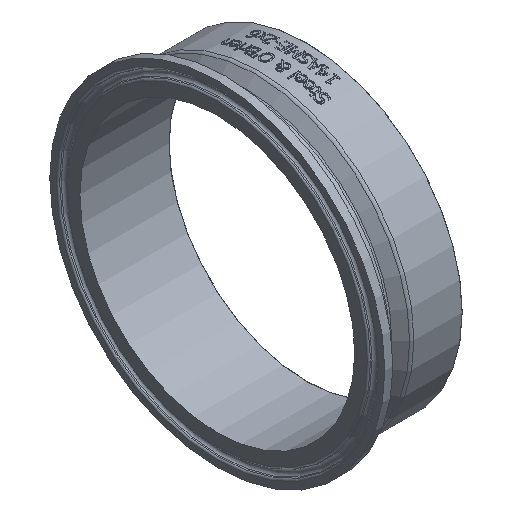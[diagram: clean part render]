
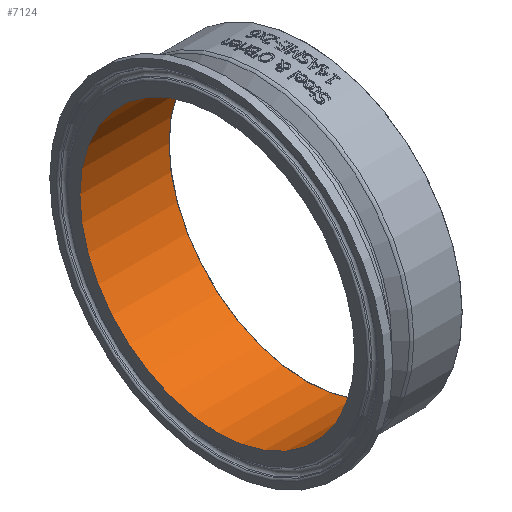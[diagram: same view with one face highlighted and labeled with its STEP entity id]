
A CAD part, isometric view. The second image highlights one B-rep face of the part: STEP entity #7124.
In plain terms, the highlighted cylindrical face has radius 48.768 mm (diameter 97.536 mm), a full revolution.
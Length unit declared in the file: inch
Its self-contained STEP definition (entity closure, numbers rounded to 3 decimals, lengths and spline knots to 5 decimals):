
#1030=LINE('',#15980,#1500);
#1500=VECTOR('',#9075,1.92);
#2058=FACE_OUTER_BOUND('',#2484,.T.);
#2484=EDGE_LOOP('',(#6654,#6655,#6656,#6657,#6658,#6659,#6660));
#2655=CIRCLE('',#7572,1.92);
#2656=CIRCLE('',#7573,1.92);
#2696=CIRCLE('',#7627,1.92);
#2697=CIRCLE('',#7628,1.92);
#2699=CIRCLE('',#7630,1.92);
#3432=VERTEX_POINT('',#15876);
#3433=VERTEX_POINT('',#15877);
#3468=VERTEX_POINT('',#15972);
#3469=VERTEX_POINT('',#15973);
#3470=VERTEX_POINT('',#15975);
#4486=EDGE_CURVE('',#3432,#3433,#2655,.T.);
#4487=EDGE_CURVE('',#3433,#3432,#2656,.T.);
#4532=EDGE_CURVE('',#3468,#3469,#2696,.T.);
#4533=EDGE_CURVE('',#3469,#3470,#2697,.T.);
#4535=EDGE_CURVE('',#3470,#3468,#2699,.T.);
#4536=EDGE_CURVE('',#3469,#3433,#1030,.T.);
#6654=ORIENTED_EDGE('',*,*,#4532,.F.);
#6655=ORIENTED_EDGE('',*,*,#4535,.F.);
#6656=ORIENTED_EDGE('',*,*,#4533,.F.);
#6657=ORIENTED_EDGE('',*,*,#4536,.T.);
#6658=ORIENTED_EDGE('',*,*,#4486,.F.);
#6659=ORIENTED_EDGE('',*,*,#4487,.F.);
#6660=ORIENTED_EDGE('',*,*,#4536,.F.);
#6712=CYLINDRICAL_SURFACE('',#7631,1.92);
#7124=ADVANCED_FACE('',(#2058),#6712,.F.);
#7572=AXIS2_PLACEMENT_3D('',#15878,#8950,#8951);
#7573=AXIS2_PLACEMENT_3D('',#15879,#8952,#8953);
#7627=AXIS2_PLACEMENT_3D('',#15974,#9065,#9066);
#7628=AXIS2_PLACEMENT_3D('',#15976,#9067,#9068);
#7630=AXIS2_PLACEMENT_3D('',#15978,#9071,#9072);
#7631=AXIS2_PLACEMENT_3D('',#15979,#9073,#9074);
#8950=DIRECTION('center_axis',(1.,0.,0.));
#8951=DIRECTION('ref_axis',(0.,1.,0.));
#8952=DIRECTION('center_axis',(1.,0.,0.));
#8953=DIRECTION('ref_axis',(0.,1.,0.));
#9065=DIRECTION('center_axis',(-1.,0.,0.));
#9066=DIRECTION('ref_axis',(0.,-1.,0.));
#9067=DIRECTION('center_axis',(-1.,0.,0.));
#9068=DIRECTION('ref_axis',(0.,-1.,0.));
#9071=DIRECTION('center_axis',(-1.,0.,0.));
#9072=DIRECTION('ref_axis',(0.,-1.,0.));
#9073=DIRECTION('center_axis',(1.,0.,0.));
#9074=DIRECTION('ref_axis',(0.,1.,0.));
#9075=DIRECTION('',(-1.,0.,0.));
#15876=CARTESIAN_POINT('',(0.,1.92,0.));
#15877=CARTESIAN_POINT('',(0.,-1.92,0.));
#15878=CARTESIAN_POINT('Origin',(0.,0.,
0.));
#15879=CARTESIAN_POINT('Origin',(0.,0.,
0.));
#15972=CARTESIAN_POINT('',(1.245,1.92,0.));
#15973=CARTESIAN_POINT('',(1.245,-1.92,0.));
#15974=CARTESIAN_POINT('Origin',(1.245,0.,0.));
#15975=CARTESIAN_POINT('',(1.245,0.,1.92));
#15976=CARTESIAN_POINT('Origin',(1.245,0.,0.));
#15978=CARTESIAN_POINT('Origin',(1.245,0.,0.));
#15979=CARTESIAN_POINT('Origin',(0.625,0.,
0.));
#15980=CARTESIAN_POINT('',(0.625,-1.92,0.));
